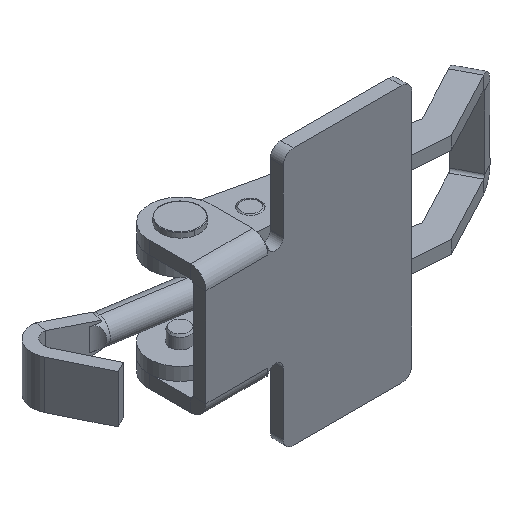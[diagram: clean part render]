
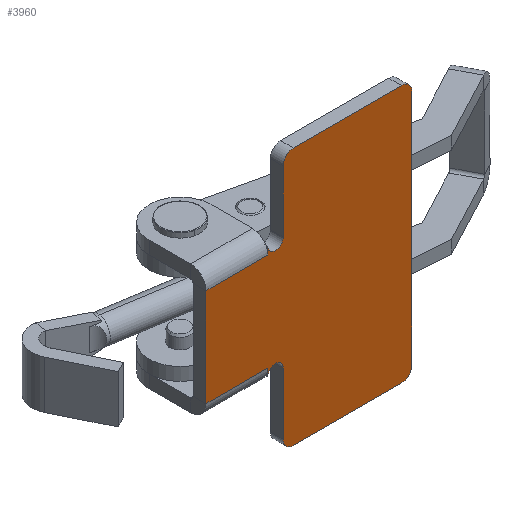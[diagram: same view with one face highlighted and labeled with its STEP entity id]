
A CAD part, isometric view. The second image highlights one B-rep face of the part: STEP entity #3960.
In plain terms, the highlighted planar face has unit normal (0, -1, 0).
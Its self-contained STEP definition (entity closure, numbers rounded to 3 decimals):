
#15 = EDGE_CURVE ( 'NONE', #3325, #3927, #3673, .T. ) ;
#20 = ORIENTED_EDGE ( 'NONE', *, *, #2101, .F. ) ;
#75 = PLANE ( 'NONE',  #2190 ) ;
#148 = ORIENTED_EDGE ( 'NONE', *, *, #848, .F. ) ;
#173 = ORIENTED_EDGE ( 'NONE', *, *, #2392, .F. ) ;
#195 = CARTESIAN_POINT ( 'NONE',  ( 15., -2.5, -48. ) ) ;
#201 = EDGE_CURVE ( 'NONE', #1917, #482, #924, .T. ) ;
#225 = CARTESIAN_POINT ( 'NONE',  ( 15., -2.5, -36. ) ) ;
#238 = CARTESIAN_POINT ( 'NONE',  ( 17., -2.5, -48. ) ) ;
#247 = DIRECTION ( 'NONE',  ( 0., 0., -1. ) ) ;
#270 = CARTESIAN_POINT ( 'NONE',  ( 17., -2.5, 0. ) ) ;
#299 = DIRECTION ( 'NONE',  ( 0., 0., 1. ) ) ;
#313 = EDGE_CURVE ( 'NONE', #482, #985, #992, .T. ) ;
#321 = CARTESIAN_POINT ( 'NONE',  ( 15., -2.5, -2. ) ) ;
#397 = ORIENTED_EDGE ( 'NONE', *, *, #990, .F. ) ;
#406 = CIRCLE ( 'NONE', #1238, 1.5 ) ;
#444 = VERTEX_POINT ( 'NONE', #3940 ) ;
#482 = VERTEX_POINT ( 'NONE', #690 ) ;
#493 = ORIENTED_EDGE ( 'NONE', *, *, #791, .F. ) ;
#501 = AXIS2_PLACEMENT_3D ( 'NONE', #3366, #3371, #3775 ) ;
#608 = DIRECTION ( 'NONE',  ( 0., 0., 1. ) ) ;
#633 = LINE ( 'NONE', #2144, #2056 ) ;
#644 = DIRECTION ( 'NONE',  ( 0., -1., 0. ) ) ;
#651 = VERTEX_POINT ( 'NONE', #2240 ) ;
#677 = CARTESIAN_POINT ( 'NONE',  ( 13.5, -2.5, -36. ) ) ;
#690 = CARTESIAN_POINT ( 'NONE',  ( 12., -2.5, -15.5 ) ) ;
#698 = ORIENTED_EDGE ( 'NONE', *, *, #3871, .F. ) ;
#734 = VERTEX_POINT ( 'NONE', #1401 ) ;
#790 = VERTEX_POINT ( 'NONE', #2100 ) ;
#791 = EDGE_CURVE ( 'NONE', #3513, #1764, #1533, .T. ) ;
#809 = AXIS2_PLACEMENT_3D ( 'NONE', #851, #1214, #2014 ) ;
#821 = CARTESIAN_POINT ( 'NONE',  ( 0., -2.5, -15.5 ) ) ;
#848 = EDGE_CURVE ( 'NONE', #1409, #3587, #2868, .T. ) ;
#851 = CARTESIAN_POINT ( 'NONE',  ( 38., -2.5, -2. ) ) ;
#882 = CARTESIAN_POINT ( 'NONE',  ( 12., -2.5, -34.5 ) ) ;
#924 = LINE ( 'NONE', #821, #3189 ) ;
#950 = CARTESIAN_POINT ( 'NONE',  ( 17., -2.5, -50. ) ) ;
#985 = VERTEX_POINT ( 'NONE', #4016 ) ;
#990 = EDGE_CURVE ( 'NONE', #985, #1160, #1345, .T. ) ;
#992 = LINE ( 'NONE', #1778, #3193 ) ;
#998 = CARTESIAN_POINT ( 'NONE',  ( 38., -2.5, 0. ) ) ;
#1160 = VERTEX_POINT ( 'NONE', #1947 ) ;
#1214 = DIRECTION ( 'NONE',  ( 0., 1., 0. ) ) ;
#1238 = AXIS2_PLACEMENT_3D ( 'NONE', #677, #4121, #4037 ) ;
#1249 = AXIS2_PLACEMENT_3D ( 'NONE', #3450, #2755, #247 ) ;
#1278 = DIRECTION ( 'NONE',  ( 0., -1., 0. ) ) ;
#1298 = CARTESIAN_POINT ( 'NONE',  ( 15., -2.5, -48. ) ) ;
#1308 = DIRECTION ( 'NONE',  ( 0., 0., 1. ) ) ;
#1337 = CARTESIAN_POINT ( 'NONE',  ( 17., -2.5, -2. ) ) ;
#1345 = CIRCLE ( 'NONE', #1893, 1.5 ) ;
#1359 = EDGE_CURVE ( 'NONE', #1160, #2307, #3958, .T. ) ;
#1401 = CARTESIAN_POINT ( 'NONE',  ( 12., -2.5, -34.5 ) ) ;
#1409 = VERTEX_POINT ( 'NONE', #195 ) ;
#1533 = LINE ( 'NONE', #270, #3716 ) ;
#1667 = CIRCLE ( 'NONE', #1249, 2. ) ;
#1760 = ORIENTED_EDGE ( 'NONE', *, *, #1359, .F. ) ;
#1764 = VERTEX_POINT ( 'NONE', #998 ) ;
#1778 = CARTESIAN_POINT ( 'NONE',  ( 12., -2.5, -15.5 ) ) ;
#1794 = VECTOR ( 'NONE', #3981, 1000. ) ;
#1808 = ORIENTED_EDGE ( 'NONE', *, *, #2268, .F. ) ;
#1815 = EDGE_CURVE ( 'NONE', #3587, #790, #406, .T. ) ;
#1825 = VERTEX_POINT ( 'NONE', #2870 ) ;
#1893 = AXIS2_PLACEMENT_3D ( 'NONE', #1894, #644, #4112 ) ;
#1894 = CARTESIAN_POINT ( 'NONE',  ( 13.5, -2.5, -14. ) ) ;
#1917 = VERTEX_POINT ( 'NONE', #1975 ) ;
#1947 = CARTESIAN_POINT ( 'NONE',  ( 15., -2.5, -14. ) ) ;
#1975 = CARTESIAN_POINT ( 'NONE',  ( 0., -2.5, -15.5 ) ) ;
#2005 = ORIENTED_EDGE ( 'NONE', *, *, #3579, .F. ) ;
#2014 = DIRECTION ( 'NONE',  ( 0., 0., 1. ) ) ;
#2034 = VECTOR ( 'NONE', #3687, 1000. ) ;
#2056 = VECTOR ( 'NONE', #2909, 1000. ) ;
#2060 = FACE_OUTER_BOUND ( 'NONE', #2801, .T. ) ;
#2070 = DIRECTION ( 'NONE',  ( -1., 0., 0. ) ) ;
#2100 = CARTESIAN_POINT ( 'NONE',  ( 13.5, -2.5, -34.5 ) ) ;
#2101 = EDGE_CURVE ( 'NONE', #2307, #3513, #1667, .T. ) ;
#2144 = CARTESIAN_POINT ( 'NONE',  ( 0., -2.5, -34.5 ) ) ;
#2190 = AXIS2_PLACEMENT_3D ( 'NONE', #1337, #1278, #3040 ) ;
#2192 = CARTESIAN_POINT ( 'NONE',  ( 17., -2.5, -50. ) ) ;
#2197 = ORIENTED_EDGE ( 'NONE', *, *, #2432, .F. ) ;
#2240 = CARTESIAN_POINT ( 'NONE',  ( 40., -2.5, -48. ) ) ;
#2268 = EDGE_CURVE ( 'NONE', #2587, #651, #3130, .T. ) ;
#2291 = LINE ( 'NONE', #882, #2846 ) ;
#2307 = VERTEX_POINT ( 'NONE', #3473 ) ;
#2319 = CARTESIAN_POINT ( 'NONE',  ( 17., -2.5, 0. ) ) ;
#2325 = ORIENTED_EDGE ( 'NONE', *, *, #4103, .F. ) ;
#2392 = EDGE_CURVE ( 'NONE', #444, #734, #2291, .T. ) ;
#2394 = DIRECTION ( 'NONE',  ( 1., 0., 0. ) ) ;
#2427 = DIRECTION ( 'NONE',  ( 0., 0., 1. ) ) ;
#2432 = EDGE_CURVE ( 'NONE', #790, #444, #4114, .T. ) ;
#2448 = CARTESIAN_POINT ( 'NONE',  ( 40., -2.5, -2. ) ) ;
#2455 = AXIS2_PLACEMENT_3D ( 'NONE', #238, #3624, #3864 ) ;
#2587 = VERTEX_POINT ( 'NONE', #2448 ) ;
#2600 = VECTOR ( 'NONE', #2070, 1000. ) ;
#2755 = DIRECTION ( 'NONE',  ( 0., 1., 0. ) ) ;
#2801 = EDGE_LOOP ( 'NONE', ( #20, #1760, #397, #3692, #2836, #3545, #698, #173, #2197, #3484, #148, #3780, #3191, #2005, #1808, #2325, #493 ) ) ;
#2836 = ORIENTED_EDGE ( 'NONE', *, *, #201, .F. ) ;
#2846 = VECTOR ( 'NONE', #608, 1000. ) ;
#2868 = LINE ( 'NONE', #1298, #1794 ) ;
#2870 = CARTESIAN_POINT ( 'NONE',  ( 0., -2.5, -34.5 ) ) ;
#2900 = CIRCLE ( 'NONE', #501, 2. ) ;
#2909 = DIRECTION ( 'NONE',  ( -1., 0., 0. ) ) ;
#2997 = DIRECTION ( 'NONE',  ( 0., -1., 0. ) ) ;
#3018 = CARTESIAN_POINT ( 'NONE',  ( 13.5, -2.5, -36. ) ) ;
#3033 = CIRCLE ( 'NONE', #2455, 2. ) ;
#3040 = DIRECTION ( 'NONE',  ( 0., 0., -1. ) ) ;
#3104 = EDGE_CURVE ( 'NONE', #1825, #1917, #3159, .T. ) ;
#3130 = LINE ( 'NONE', #3429, #2034 ) ;
#3159 = LINE ( 'NONE', #3390, #3256 ) ;
#3189 = VECTOR ( 'NONE', #2394, 1000. ) ;
#3191 = ORIENTED_EDGE ( 'NONE', *, *, #15, .F. ) ;
#3193 = VECTOR ( 'NONE', #1308, 1000. ) ;
#3252 = AXIS2_PLACEMENT_3D ( 'NONE', #3018, #2997, #2427 ) ;
#3256 = VECTOR ( 'NONE', #3925, 1000. ) ;
#3268 = CARTESIAN_POINT ( 'NONE',  ( 38., -2.5, -50. ) ) ;
#3275 = DIRECTION ( 'NONE',  ( 1., 0., 0. ) ) ;
#3325 = VERTEX_POINT ( 'NONE', #3268 ) ;
#3366 = CARTESIAN_POINT ( 'NONE',  ( 38., -2.5, -48. ) ) ;
#3371 = DIRECTION ( 'NONE',  ( 0., 1., 0. ) ) ;
#3390 = CARTESIAN_POINT ( 'NONE',  ( 0., -2.5, -15.5 ) ) ;
#3429 = CARTESIAN_POINT ( 'NONE',  ( 40., -2.5, -2. ) ) ;
#3450 = CARTESIAN_POINT ( 'NONE',  ( 17., -2.5, -2. ) ) ;
#3473 = CARTESIAN_POINT ( 'NONE',  ( 15., -2.5, -2. ) ) ;
#3484 = ORIENTED_EDGE ( 'NONE', *, *, #1815, .F. ) ;
#3513 = VERTEX_POINT ( 'NONE', #2319 ) ;
#3545 = ORIENTED_EDGE ( 'NONE', *, *, #3104, .F. ) ;
#3579 = EDGE_CURVE ( 'NONE', #651, #3325, #2900, .T. ) ;
#3587 = VERTEX_POINT ( 'NONE', #225 ) ;
#3624 = DIRECTION ( 'NONE',  ( 0., 1., 0. ) ) ;
#3673 = LINE ( 'NONE', #2192, #2600 ) ;
#3687 = DIRECTION ( 'NONE',  ( 0., 0., -1. ) ) ;
#3692 = ORIENTED_EDGE ( 'NONE', *, *, #313, .F. ) ;
#3716 = VECTOR ( 'NONE', #3275, 1000. ) ;
#3745 = EDGE_CURVE ( 'NONE', #3927, #1409, #3033, .T. ) ;
#3775 = DIRECTION ( 'NONE',  ( 0., 0., -1. ) ) ;
#3780 = ORIENTED_EDGE ( 'NONE', *, *, #3745, .F. ) ;
#3864 = DIRECTION ( 'NONE',  ( 0., 0., 1. ) ) ;
#3871 = EDGE_CURVE ( 'NONE', #734, #1825, #633, .T. ) ;
#3900 = VECTOR ( 'NONE', #299, 1000. ) ;
#3925 = DIRECTION ( 'NONE',  ( 0., 0., 1. ) ) ;
#3927 = VERTEX_POINT ( 'NONE', #950 ) ;
#3940 = CARTESIAN_POINT ( 'NONE',  ( 12., -2.5, -36. ) ) ;
#3958 = LINE ( 'NONE', #321, #3900 ) ;
#3960 = ADVANCED_FACE ( 'NONE', ( #2060 ), #75, .T. ) ;
#3974 = CIRCLE ( 'NONE', #809, 2. ) ;
#3981 = DIRECTION ( 'NONE',  ( 0., 0., 1. ) ) ;
#4016 = CARTESIAN_POINT ( 'NONE',  ( 12., -2.5, -14. ) ) ;
#4037 = DIRECTION ( 'NONE',  ( 0., 0., 1. ) ) ;
#4103 = EDGE_CURVE ( 'NONE', #1764, #2587, #3974, .T. ) ;
#4112 = DIRECTION ( 'NONE',  ( 0., 0., -1. ) ) ;
#4114 = CIRCLE ( 'NONE', #3252, 1.5 ) ;
#4121 = DIRECTION ( 'NONE',  ( 0., -1., 0. ) ) ;
